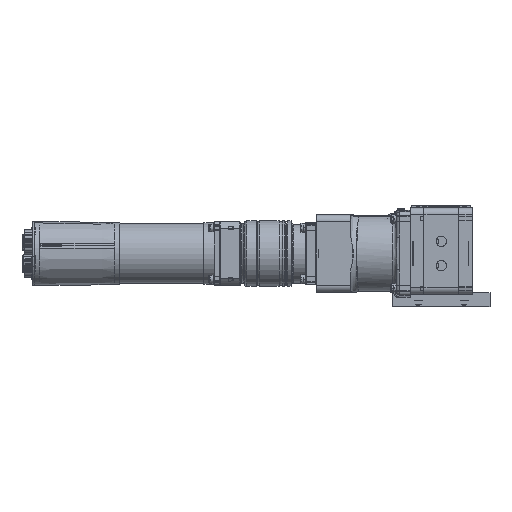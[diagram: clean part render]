
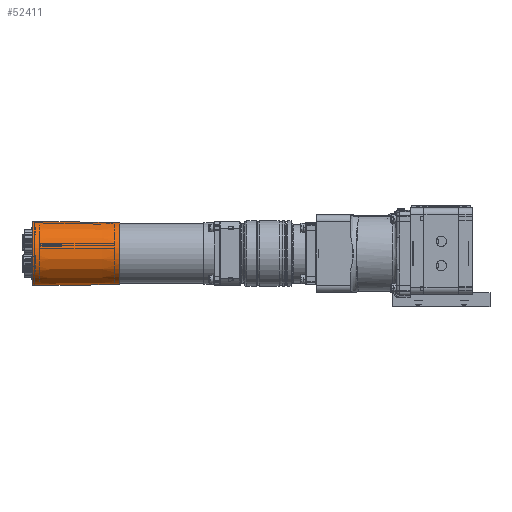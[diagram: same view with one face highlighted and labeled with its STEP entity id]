
A CAD part, top view. The second image highlights one B-rep face of the part: STEP entity #52411.
In plain terms, the highlighted conical face has half-angle 0.716 degrees and reference radius 28.5 mm.
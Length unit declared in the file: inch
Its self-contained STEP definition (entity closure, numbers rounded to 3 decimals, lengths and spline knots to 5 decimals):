
#1318 = ORIENTED_EDGE ( 'NONE', *, *, #25308, .F. ) ;
#1998 = DIRECTION ( 'NONE',  ( 0., 1., 0. ) ) ;
#2338 = FACE_OUTER_BOUND ( 'NONE', #41133, .T. ) ;
#4651 = CARTESIAN_POINT ( 'NONE',  ( 0., 1.16142, -10.25197 ) ) ;
#8919 = ORIENTED_EDGE ( 'NONE', *, *, #34659, .T. ) ;
#15341 = AXIS2_PLACEMENT_3D ( 'NONE', #58659, #43266, #21081 ) ;
#18670 = CIRCLE ( 'NONE', #15341, 1.12205 ) ;
#19878 = CIRCLE ( 'NONE', #25343, 1.16142 ) ;
#21081 = DIRECTION ( 'NONE',  ( 0., 1., 0. ) ) ;
#25064 = VERTEX_POINT ( 'NONE', #60959 ) ;
#25308 = EDGE_CURVE ( 'NONE', #51429, #51429, #19878, .T. ) ;
#25343 = AXIS2_PLACEMENT_3D ( 'NONE', #66774, #42920, #64433 ) ;
#34659 = EDGE_CURVE ( 'NONE', #25064, #25064, #18670, .T. ) ;
#38875 = DIRECTION ( 'NONE',  ( 0., 0., -1. ) ) ;
#40728 = AXIS2_PLACEMENT_3D ( 'NONE', #60757, #38875, #1998 ) ;
#41133 = EDGE_LOOP ( 'NONE', ( #1318 ) ) ;
#42920 = DIRECTION ( 'NONE',  ( 0., 0., -1. ) ) ;
#43266 = DIRECTION ( 'NONE',  ( 0., 0., -1. ) ) ;
#44689 = FACE_BOUND ( 'NONE', #51134, .T. ) ;
#51134 = EDGE_LOOP ( 'NONE', ( #8919 ) ) ;
#51429 = VERTEX_POINT ( 'NONE', #4651 ) ;
#51633 = CONICAL_SURFACE ( 'NONE', #40728, 1.12205, 0.012 ) ;
#52411 = ADVANCED_FACE ( 'NONE', ( #44689, #2338 ), #51633, .T. ) ;
#58659 = CARTESIAN_POINT ( 'NONE',  ( 0., 0., -7.10236 ) ) ;
#60757 = CARTESIAN_POINT ( 'NONE',  ( 0., 0., -7.10236 ) ) ;
#60959 = CARTESIAN_POINT ( 'NONE',  ( 0., 1.12205, -7.10236 ) ) ;
#64433 = DIRECTION ( 'NONE',  ( 0., 1., 0. ) ) ;
#66774 = CARTESIAN_POINT ( 'NONE',  ( 0., 0., -10.25197 ) ) ;
